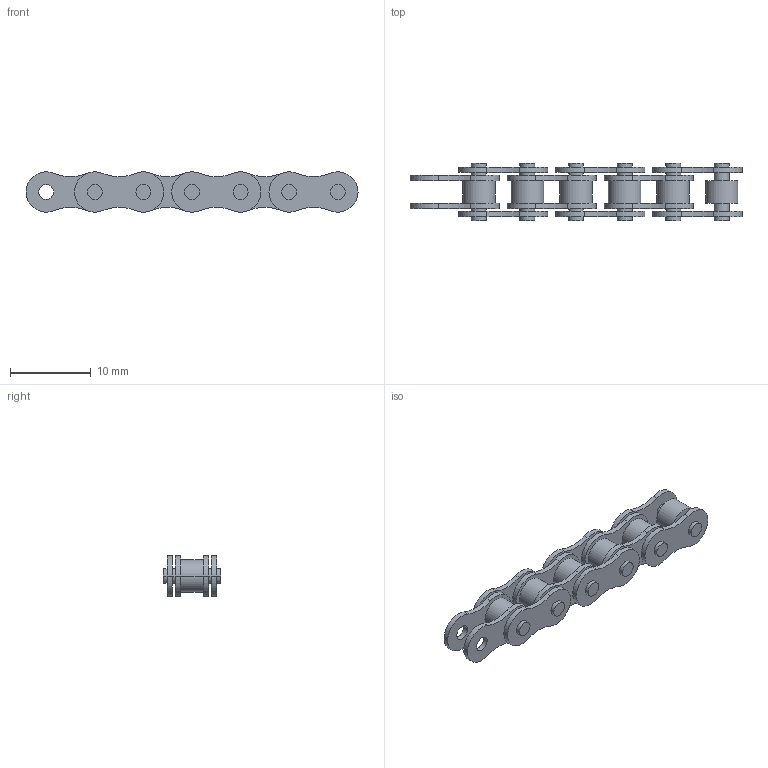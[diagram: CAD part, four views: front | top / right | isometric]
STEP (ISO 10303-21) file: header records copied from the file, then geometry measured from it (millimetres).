
FILE_DESCRIPTION(('STEP AP214'),'1');
FILE_NAME('cctmp_11F98EDE-4E62-4E65-A365-12B7890439B4_2020_9_21_17_18_26_552..stp','2020-09-21T15:18:26',('MiniTec Maschinenbau GmbH & Co.KG'),('CADClick - www.CADClick.com'),'Spatial InterOp 3D',' ','unknown authorization');
FILE_SCHEMA(('AUTOMOTIVE_DESIGN'));
Length unit declared in the file: millimetre
Products named in the file (4): 21.1713/0
Assembly tree (3 placements, depth 2):
  (unnamed)
    21.1713/0
    21.1713/0
    21.1713/0
Bounding box: 41 x 7.08 x 4.98 mm (x, y, z)
Volume: 592.7 mm3; surface area: 1527.8 mm2
Topology: 3 solids, 3 shells, 186 faces, 432 edges, 288 vertices
Faces by surface type: cylinder 144, plane 42
Entity records: 7097 total; most frequent: DIRECTION 1100, CARTESIAN_POINT 910, ORIENTED_EDGE 864, AXIS2_PLACEMENT_3D 478, EDGE_CURVE 432, VERTEX_POINT 288, CIRCLE 288, EDGE_LOOP 240
